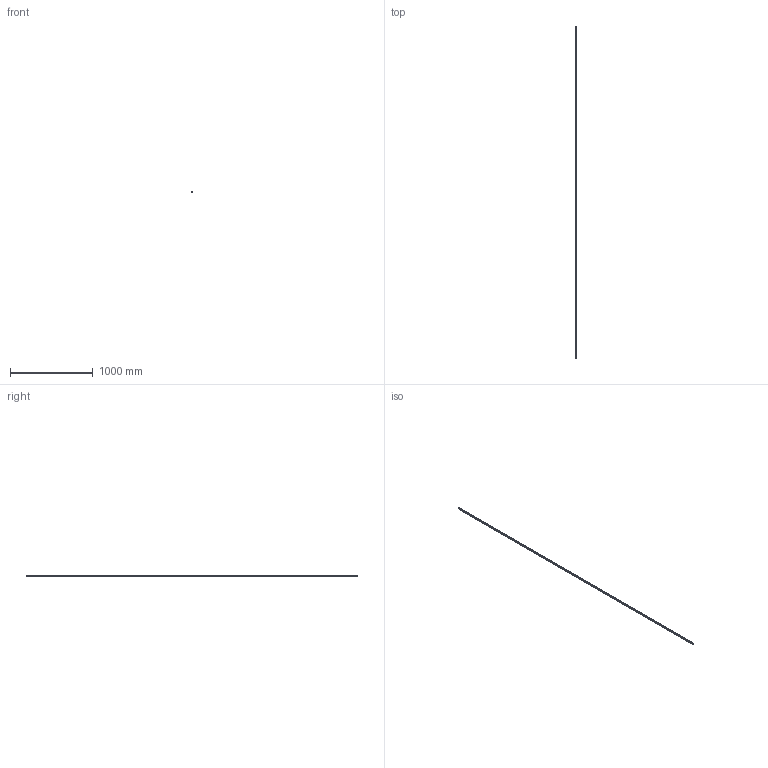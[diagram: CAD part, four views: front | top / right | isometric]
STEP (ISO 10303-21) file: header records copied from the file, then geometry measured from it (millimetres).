
FILE_DESCRIPTION(('STEP AP214'),'1');
FILE_NAME('cctmp_EC04DD10-AAA8-4F41-8562-5AE95DF27A39_2024_08_07_21_36_56_0440..stp','2024-08-07T19:36:56',('HIWIN GmbH'),('CADClick - www.CADClick.com'),'Spatial InterOp 3D',' ','unknown authorization');
FILE_SCHEMA(('AUTOMOTIVE_DESIGN'));
Length unit declared in the file: millimetre
Products named in the file (3): cc_unnamed; HGR15T4000C_FILE_1; HGR15T4000C_FILE
Assembly tree (2 placements, depth 2):
  cc_unnamed
    HGR15T4000C_FILE_1
    HGR15T4000C_FILE
Bounding box: 15 x 4000 x 15 mm (x, y, z)
Volume: 750807.1 mm3; surface area: 254013.1 mm2
Topology: 2 solids, 2 shells, 498 faces, 1324 edges, 771 vertices
Faces by surface type: cylinder 186, plane 178, cone 134
Entity records: 18454 total; most frequent: DIRECTION 2564, CARTESIAN_POINT 2462, ORIENTED_EDGE 2380, EDGE_CURVE 1190, AXIS2_PLACEMENT_3D 873, LINE 818, VECTOR 818, VERTEX_POINT 771
